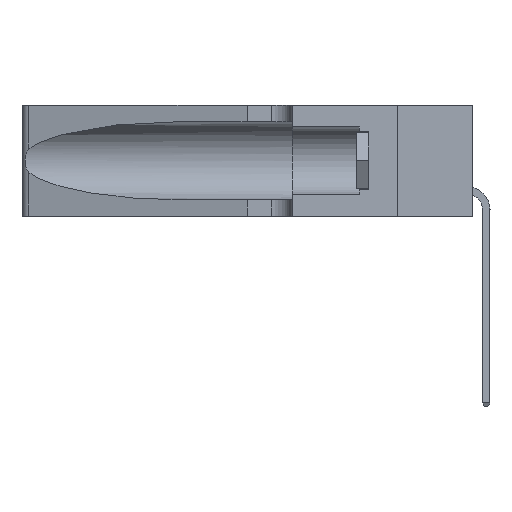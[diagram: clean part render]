
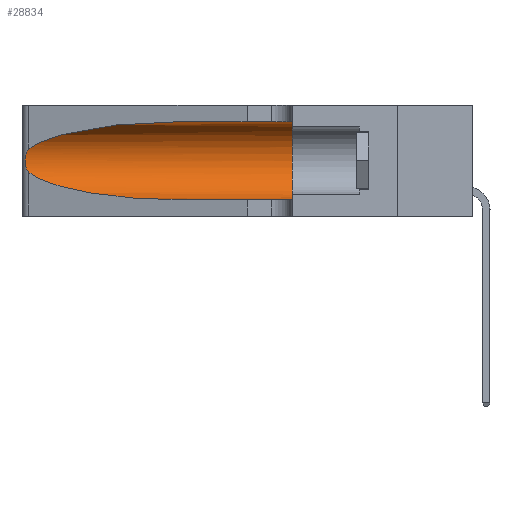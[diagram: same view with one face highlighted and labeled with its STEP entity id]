
A CAD part, left-side view. The second image highlights one B-rep face of the part: STEP entity #28834.
In plain terms, the highlighted cylindrical face has radius 3.308 mm (diameter 6.617 mm), a partial arc.
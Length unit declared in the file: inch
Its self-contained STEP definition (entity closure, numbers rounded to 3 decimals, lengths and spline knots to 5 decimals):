
#309 = DIRECTION ( 'NONE',  ( 0., 0., 1. ) ) ;
#374 = LINE ( 'NONE', #11784, #20053 ) ;
#500 = CARTESIAN_POINT ( 'NONE',  ( 0.25856, 1.23593, 0.16098 ) ) ;
#2400 = VERTEX_POINT ( 'NONE', #10659 ) ;
#2514 = EDGE_CURVE ( 'NONE', #17664, #20807, #19101, .T. ) ;
#2691 = CARTESIAN_POINT ( 'NONE',  ( 0.26075, 1.23896, 0.178 ) ) ;
#2786 = CARTESIAN_POINT ( 'NONE',  ( 0.26075, 1.23896, 0.19203 ) ) ;
#2919 = EDGE_CURVE ( 'NONE', #20807, #19713, #11603, .T. ) ;
#3954 = CARTESIAN_POINT ( 'NONE',  ( 0.18966, 0.96281, 0.31525 ) ) ;
#3990 = DIRECTION ( 'NONE',  ( 0., -1., 0. ) ) ;
#4547 = CARTESIAN_POINT ( 'NONE',  ( 0.1305, 1.61858, 0.31525 ) ) ;
#5227 = CARTESIAN_POINT ( 'NONE',  ( 0.25854, 1.2359, 0.20912 ) ) ;
#5295 = EDGE_CURVE ( 'NONE', #17664, #2400, #21690, .T. ) ;
#5443 = CARTESIAN_POINT ( 'NONE',  ( 0.25789, 1.23486, 0.15765 ) ) ;
#5447 = CARTESIAN_POINT ( 'NONE',  ( 0.1305, 0.35, 0.31525 ) ) ;
#6586 = DIRECTION ( 'NONE',  ( 0., 0., -1. ) ) ;
#6591 = VERTEX_POINT ( 'NONE', #29211 ) ;
#7429 = CARTESIAN_POINT ( 'NONE',  ( 0.25487, 1.22718, 0.22369 ) ) ;
#8983 = ORIENTED_EDGE ( 'NONE', *, *, #26508, .T. ) ;
#9869 = DIRECTION ( 'NONE',  ( 0., -1., 0. ) ) ;
#9915 = CARTESIAN_POINT ( 'NONE',  ( 0.26018, 1.23835, 0.19895 ) ) ;
#10134 = CARTESIAN_POINT ( 'NONE',  ( 0.1305, 0.72297, 0.31525 ) ) ;
#10659 = CARTESIAN_POINT ( 'NONE',  ( 0.25487, 1.22718, 0.22369 ) ) ;
#11091 = B_SPLINE_CURVE_WITH_KNOTS ( 'NONE', 3,
 ( #7429, #14395, #25651, #18973, #5227, #9915, #2786, #2691, #27709, #500, #5443, #16793, #14292, #23491 ),
 .UNSPECIFIED., .F., .F.,
 ( 4, 2, 2, 2, 2, 2, 4 ),
 ( 0., 0.00027, 0.00053, 0.00107, 0.0016, 0.00187, 0.00214 ),
 .UNSPECIFIED. ) ;
#11257 =( BOUNDED_CURVE ( )  B_SPLINE_CURVE ( 3, ( #16103, #11619, #23170, #25432 ),
 .UNSPECIFIED., .F., .T. ) 
 B_SPLINE_CURVE_WITH_KNOTS ( ( 4, 4 ),
 ( 3.44316, 4.71239 ),
 .UNSPECIFIED. ) 
 CURVE ( )  GEOMETRIC_REPRESENTATION_ITEM ( )  RATIONAL_B_SPLINE_CURVE ( ( 1., 0.87, 0.87, 1. ) ) 
 REPRESENTATION_ITEM ( '' )  );
#11603 = CIRCLE ( 'NONE', #25226, 0.13025 ) ;
#11619 = CARTESIAN_POINT ( 'NONE',  ( 0.2373, 1.15595, 0.08982 ) ) ;
#11784 = CARTESIAN_POINT ( 'NONE',  ( 0.1305, 1.61858, 0.05475 ) ) ;
#12364 = EDGE_LOOP ( 'NONE', ( #21653, #8983, #20910, #16782, #15586, #24877 ) ) ;
#12368 = VECTOR ( 'NONE', #15656, 39.37008 ) ;
#13309 = AXIS2_PLACEMENT_3D ( 'NONE', #15389, #3990, #6586 ) ;
#14292 = CARTESIAN_POINT ( 'NONE',  ( 0.25555, 1.22993, 0.14849 ) ) ;
#14395 = CARTESIAN_POINT ( 'NONE',  ( 0.25555, 1.22994, 0.2215 ) ) ;
#15358 = CARTESIAN_POINT ( 'NONE',  ( 0.1305, 0.72297, 0.31525 ) ) ;
#15389 = CARTESIAN_POINT ( 'NONE',  ( 0.1305, 1.61858, 0.185 ) ) ;
#15586 = ORIENTED_EDGE ( 'NONE', *, *, #2919, .F. ) ;
#15656 = DIRECTION ( 'NONE',  ( 0., -1., 0. ) ) ;
#16103 = CARTESIAN_POINT ( 'NONE',  ( 0.25487, 1.22718, 0.14631 ) ) ;
#16205 = CARTESIAN_POINT ( 'NONE',  ( 0.1305, 0.35, 0.185 ) ) ;
#16782 = ORIENTED_EDGE ( 'NONE', *, *, #22376, .T. ) ;
#16793 = CARTESIAN_POINT ( 'NONE',  ( 0.25639, 1.23186, 0.15144 ) ) ;
#17664 = VERTEX_POINT ( 'NONE', #10134 ) ;
#17686 = VERTEX_POINT ( 'NONE', #28139 ) ;
#18014 = CARTESIAN_POINT ( 'NONE',  ( 0.1305, 0.35, 0.05475 ) ) ;
#18973 = CARTESIAN_POINT ( 'NONE',  ( 0.25787, 1.23484, 0.2124 ) ) ;
#19101 = LINE ( 'NONE', #4547, #12368 ) ;
#19713 = VERTEX_POINT ( 'NONE', #18014 ) ;
#19920 = CARTESIAN_POINT ( 'NONE',  ( 0.2373, 1.15595, 0.28018 ) ) ;
#20053 = VECTOR ( 'NONE', #9869, 39.37008 ) ;
#20807 = VERTEX_POINT ( 'NONE', #5447 ) ;
#20910 = ORIENTED_EDGE ( 'NONE', *, *, #28442, .T. ) ;
#21572 = FACE_OUTER_BOUND ( 'NONE', #12364, .T. ) ;
#21653 = ORIENTED_EDGE ( 'NONE', *, *, #5295, .T. ) ;
#21690 =( BOUNDED_CURVE ( )  B_SPLINE_CURVE ( 3, ( #15358, #3954, #19920, #24521 ),
 .UNSPECIFIED., .F., .F. ) 
 B_SPLINE_CURVE_WITH_KNOTS ( ( 4, 4 ),
 ( 1.5708, 2.84003 ),
 .UNSPECIFIED. ) 
 CURVE ( )  GEOMETRIC_REPRESENTATION_ITEM ( )  RATIONAL_B_SPLINE_CURVE ( ( 1., 0.87, 0.87, 1. ) ) 
 REPRESENTATION_ITEM ( '' )  );
#22376 = EDGE_CURVE ( 'NONE', #6591, #19713, #374, .T. ) ;
#23095 = DIRECTION ( 'NONE',  ( 0., 1., 0. ) ) ;
#23170 = CARTESIAN_POINT ( 'NONE',  ( 0.18966, 0.96281, 0.05475 ) ) ;
#23491 = CARTESIAN_POINT ( 'NONE',  ( 0.25487, 1.22718, 0.14631 ) ) ;
#24521 = CARTESIAN_POINT ( 'NONE',  ( 0.25487, 1.22718, 0.22369 ) ) ;
#24877 = ORIENTED_EDGE ( 'NONE', *, *, #2514, .F. ) ;
#25226 = AXIS2_PLACEMENT_3D ( 'NONE', #16205, #23095, #309 ) ;
#25432 = CARTESIAN_POINT ( 'NONE',  ( 0.1305, 0.72297, 0.05475 ) ) ;
#25651 = CARTESIAN_POINT ( 'NONE',  ( 0.25639, 1.23184, 0.21858 ) ) ;
#26508 = EDGE_CURVE ( 'NONE', #2400, #17686, #11091, .T. ) ;
#26541 = CYLINDRICAL_SURFACE ( 'NONE', #13309, 0.13025 ) ;
#27709 = CARTESIAN_POINT ( 'NONE',  ( 0.26017, 1.23833, 0.17102 ) ) ;
#28139 = CARTESIAN_POINT ( 'NONE',  ( 0.25487, 1.22718, 0.14631 ) ) ;
#28442 = EDGE_CURVE ( 'NONE', #17686, #6591, #11257, .T. ) ;
#28834 = ADVANCED_FACE ( 'NONE', ( #21572 ), #26541, .F. ) ;
#29211 = CARTESIAN_POINT ( 'NONE',  ( 0.1305, 0.72297, 0.05475 ) ) ;
